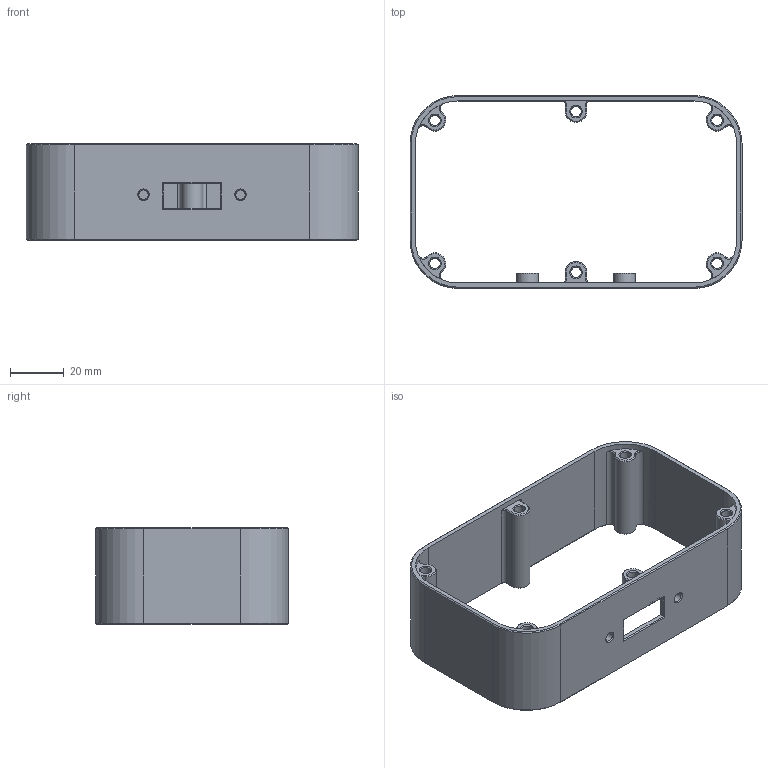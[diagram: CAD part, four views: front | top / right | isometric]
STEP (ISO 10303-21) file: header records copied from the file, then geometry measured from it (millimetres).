
FILE_DESCRIPTION(/* description */ (''),/* implementation_level */ '2;1');
FILE_NAME(/* name */ 'case.step',/* time_stamp */ '2023-09-04T08:20:44-04:00',/* author */ (''),/* organization */ (''),/* preprocessor_version */ 'ST-DEVELOPER v20',/* originating_system */ 'Autodesk Translation Framework v12.9.0.99',/* authorisation */ '');
FILE_SCHEMA (('AUTOMOTIVE_DESIGN { 1 0 10303 214 3 1 1 }'));
Length unit declared in the file: millimetre
Products named in the file (1): case
Bounding box: 124 x 72 x 36 mm (x, y, z)
Volume: 33699.3 mm3; surface area: 30956.3 mm2
Topology: 1 solids, 1 shells, 189 faces, 453 edges, 269 vertices
Faces by surface type: cone 76, plane 68, cylinder 45
Full cylindrical faces by diameter (mm): 3.5 x2, 3.9 x7
Entity records: 5520 total; most frequent: DIRECTION 993, CARTESIAN_POINT 980, ORIENTED_EDGE 906, EDGE_CURVE 453, AXIS2_PLACEMENT_3D 364, VERTEX_POINT 269, LINE 265, VECTOR 265
